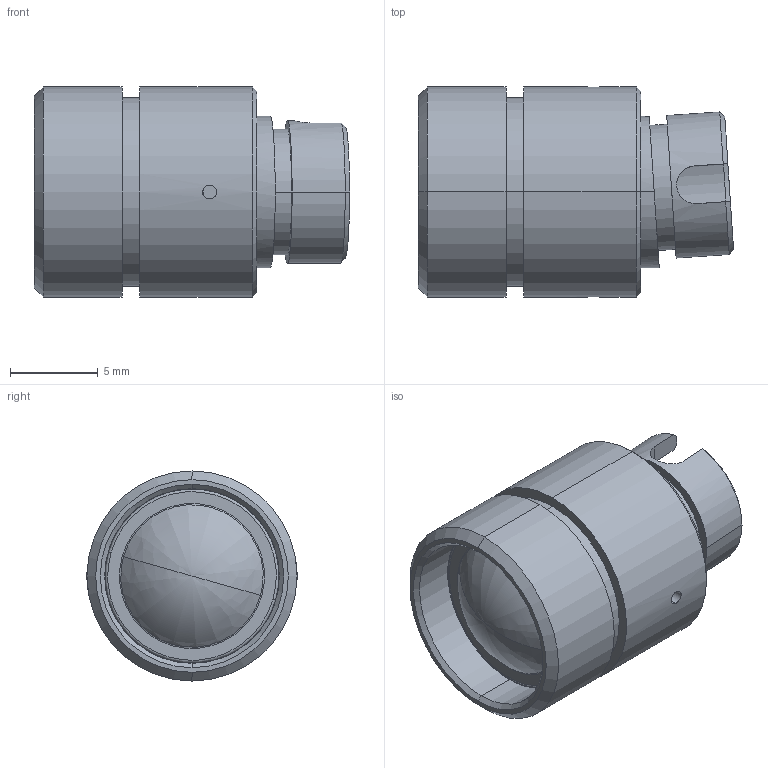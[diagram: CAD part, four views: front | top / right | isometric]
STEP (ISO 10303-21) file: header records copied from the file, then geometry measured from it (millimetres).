
FILE_DESCRIPTION (( 'STEP AP203' ), '1' );
FILE_NAME ('16710_16710.step', '2020-12-09T19:17:26', ( '' ), ( '' ), 'SwSTEP 2.0', 'SolidWorks 2018', '' );
FILE_SCHEMA (( 'CONFIG_CONTROL_DESIGN' ));
Length unit declared in the file: millimetre
Products named in the file (7): 6100347_6100347.STEP; 0354240_354240X-00.STEP; 352240_4000-505_4000-504_2.STEP; 16710_16710; 352240_4000-505_4000-504_1.STEP; 6500119_6500119.STEP; 16710.STEP
Assembly tree (6 placements, depth 3):
  16710_16710
    16710.STEP
      6100347_6100347.STEP
      0354240_354240X-00.STEP
      6500119_6500119.STEP
      352240_4000-505_4000-504_1.STEP
      352240_4000-505_4000-504_2.STEP
Bounding box: 17.99 x 12 x 12 mm (x, y, z)
Volume: 1094.2 mm3; surface area: 1938.4 mm2
Topology: 5 solids, 5 shells, 95 faces, 203 edges, 127 vertices
Faces by surface type: cylinder 46, plane 23, cone 18, torus 6, bspline 2
Entity records: 3991 total; most frequent: CARTESIAN_POINT 1142, DIRECTION 491, ORIENTED_EDGE 402, AXIS2_PLACEMENT_3D 213, EDGE_CURVE 201, VERTEX_POINT 127, EDGE_LOOP 118, CIRCLE 110
